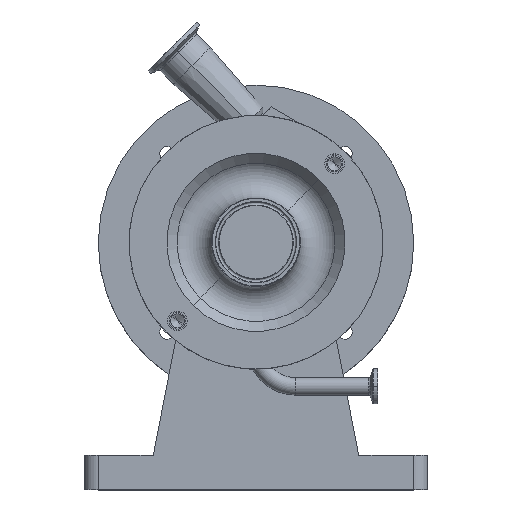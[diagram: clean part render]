
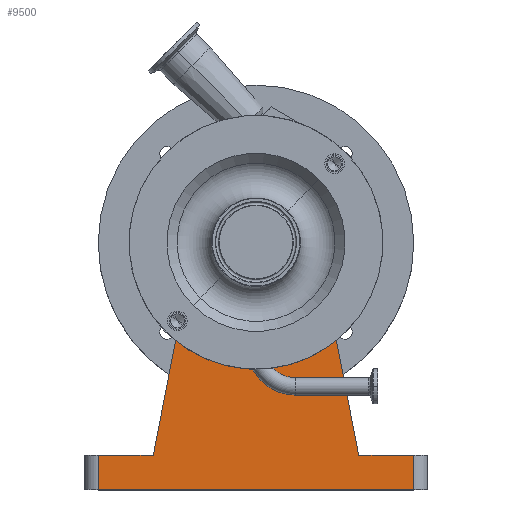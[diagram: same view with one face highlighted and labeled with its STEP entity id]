
A CAD part, top view. The second image highlights one B-rep face of the part: STEP entity #9500.
In plain terms, the highlighted planar face has unit normal (0, 0, 1).
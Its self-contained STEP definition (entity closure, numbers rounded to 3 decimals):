
#37 = EDGE_CURVE ( 'NONE', #63, #53, #149, .T. ) ;
#53 = VERTEX_POINT ( 'NONE', #168 ) ;
#63 = VERTEX_POINT ( 'NONE', #208 ) ;
#137 = DIRECTION ( 'NONE',  ( 1., 0., 0. ) ) ;
#138 = DIRECTION ( 'NONE',  ( 0., 0., -1. ) ) ;
#149 = CIRCLE ( 'NONE', #152, 50. ) ;
#150 = CARTESIAN_POINT ( 'NONE',  ( 0., 0., 125. ) ) ;
#152 = AXIS2_PLACEMENT_3D ( 'NONE', #150, #138, #137 ) ;
#168 = CARTESIAN_POINT ( 'NONE',  ( -47.697, -15., 125. ) ) ;
#208 = CARTESIAN_POINT ( 'NONE',  ( 47.697, -15., 125. ) ) ;
#4804 = LINE ( 'NONE', #4852, #4850 ) ;
#4848 = CARTESIAN_POINT ( 'NONE',  ( -74.91, -155., 125. ) ) ;
#4849 = DIRECTION ( 'NONE',  ( 1., 0., 0. ) ) ;
#4850 = VECTOR ( 'NONE', #4849, 1000. ) ;
#4852 = CARTESIAN_POINT ( 'NONE',  ( 125., -155., 125. ) ) ;
#4858 = DIRECTION ( 'NONE',  ( 1., 0., 0. ) ) ;
#4859 = VECTOR ( 'NONE', #4858, 1000. ) ;
#4863 = CARTESIAN_POINT ( 'NONE',  ( 125., -155., 125. ) ) ;
#4870 = LINE ( 'NONE', #4863, #4859 ) ;
#5063 = CARTESIAN_POINT ( 'NONE',  ( 74.91, -155., 125. ) ) ;
#6284 = CARTESIAN_POINT ( 'NONE',  ( 115., -155., 125. ) ) ;
#6309 = CARTESIAN_POINT ( 'NONE',  ( 115., -155., 125. ) ) ;
#6310 = LINE ( 'NONE', #6309, #6367 ) ;
#6320 = CARTESIAN_POINT ( 'NONE',  ( 115., -180., 125. ) ) ;
#6332 = CARTESIAN_POINT ( 'NONE',  ( -115., -180., 125. ) ) ;
#6351 = DIRECTION ( 'NONE',  ( 1., 0., 0. ) ) ;
#6352 = VECTOR ( 'NONE', #6351, 1000. ) ;
#6353 = CARTESIAN_POINT ( 'NONE',  ( 125., -180., 125. ) ) ;
#6354 = LINE ( 'NONE', #6353, #6352 ) ;
#6358 = CARTESIAN_POINT ( 'NONE',  ( -115., -155., 125. ) ) ;
#6366 = DIRECTION ( 'NONE',  ( 0., 1., 0. ) ) ;
#6367 = VECTOR ( 'NONE', #6366, 1000. ) ;
#6384 = VECTOR ( 'NONE', #6391, 1000. ) ;
#6391 = DIRECTION ( 'NONE',  ( 0., -1., 0. ) ) ;
#6392 = CARTESIAN_POINT ( 'NONE',  ( -115., -155., 125. ) ) ;
#6393 = LINE ( 'NONE', #6392, #6384 ) ;
#7545 = DIRECTION ( 'NONE',  ( -0.191, 0.982, 0. ) ) ;
#7546 = VECTOR ( 'NONE', #7545, 1000. ) ;
#7547 = CARTESIAN_POINT ( 'NONE',  ( 74.91, -155., 125. ) ) ;
#7548 = LINE ( 'NONE', #7547, #7546 ) ;
#7564 = DIRECTION ( 'NONE',  ( -0.191, -0.982, 0. ) ) ;
#7565 = VECTOR ( 'NONE', #7564, 1000. ) ;
#7566 = CARTESIAN_POINT ( 'NONE',  ( -47.697, -15., 125. ) ) ;
#7567 = LINE ( 'NONE', #7566, #7565 ) ;
#7573 = DIRECTION ( 'NONE',  ( -1., 0., 0. ) ) ;
#7574 = DIRECTION ( 'NONE',  ( 0., 0., -1. ) ) ;
#7575 = CARTESIAN_POINT ( 'NONE',  ( 125., -155., 125. ) ) ;
#7581 = FACE_OUTER_BOUND ( 'NONE', #9490, .T. ) ;
#7591 = PLANE ( 'NONE',  #7595 ) ;
#7595 = AXIS2_PLACEMENT_3D ( 'NONE', #7575, #7574, #7573 ) ;
#8032 = EDGE_CURVE ( 'NONE', #8842, #8035, #4804, .T. ) ;
#8035 = VERTEX_POINT ( 'NONE', #4848 ) ;
#8063 = EDGE_CURVE ( 'NONE', #8149, #8790, #4870, .T. ) ;
#8149 = VERTEX_POINT ( 'NONE', #5063 ) ;
#8260 = ORIENTED_EDGE ( 'NONE', *, *, #8831, .T. ) ;
#8790 = VERTEX_POINT ( 'NONE', #6284 ) ;
#8807 = VERTEX_POINT ( 'NONE', #6320 ) ;
#8831 = EDGE_CURVE ( 'NONE', #8807, #8790, #6310, .T. ) ;
#8836 = VERTEX_POINT ( 'NONE', #6332 ) ;
#8841 = EDGE_CURVE ( 'NONE', #8836, #8807, #6354, .T. ) ;
#8842 = VERTEX_POINT ( 'NONE', #6358 ) ;
#8863 = EDGE_CURVE ( 'NONE', #8842, #8836, #6393, .T. ) ;
#9460 = EDGE_CURVE ( 'NONE', #53, #8035, #7567, .T. ) ;
#9466 = ORIENTED_EDGE ( 'NONE', *, *, #8841, .T. ) ;
#9472 = EDGE_CURVE ( 'NONE', #8149, #63, #7548, .T. ) ;
#9479 = ORIENTED_EDGE ( 'NONE', *, *, #9460, .T. ) ;
#9485 = ORIENTED_EDGE ( 'NONE', *, *, #8063, .F. ) ;
#9486 = ORIENTED_EDGE ( 'NONE', *, *, #9472, .T. ) ;
#9487 = ORIENTED_EDGE ( 'NONE', *, *, #8863, .T. ) ;
#9488 = ORIENTED_EDGE ( 'NONE', *, *, #37, .T. ) ;
#9490 = EDGE_LOOP ( 'NONE', ( #9501, #9487, #9466, #8260, #9485, #9486, #9488, #9479 ) ) ;
#9500 = ADVANCED_FACE ( 'NONE', ( #7581 ), #7591, .F. ) ;
#9501 = ORIENTED_EDGE ( 'NONE', *, *, #8032, .F. ) ;
